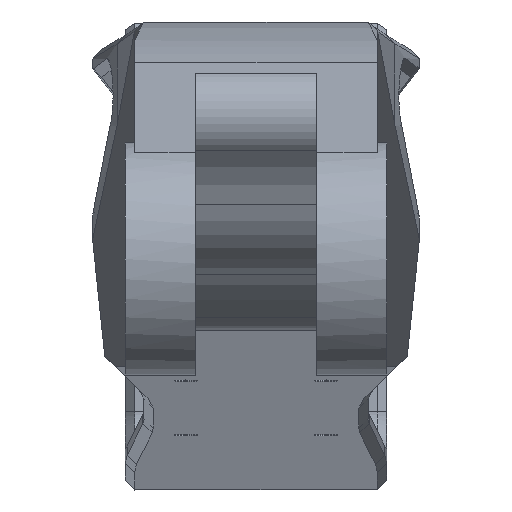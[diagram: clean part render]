
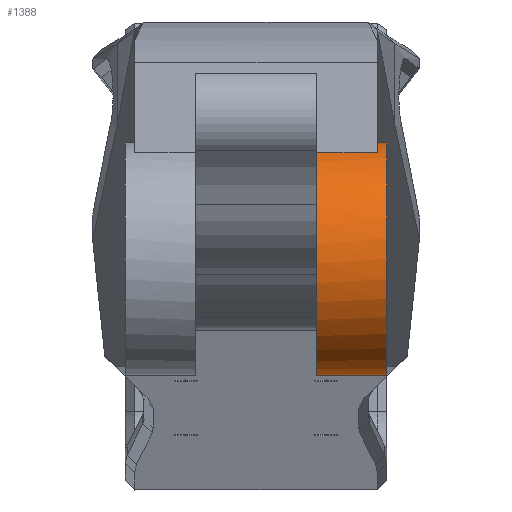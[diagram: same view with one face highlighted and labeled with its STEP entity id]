
A CAD part, left-side view. The second image highlights one B-rep face of the part: STEP entity #1388.
In plain terms, the highlighted cylindrical face has radius 12.5 mm (diameter 25 mm), a partial arc.
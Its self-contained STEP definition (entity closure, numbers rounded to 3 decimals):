
#346 = CARTESIAN_POINT ( 'NONE',  ( -28.191, 17.5, -10.261 ) ) ;
#367 = EDGE_CURVE ( 'NONE', #2599, #2436, #5960, .T. ) ;
#521 = CARTESIAN_POINT ( 'NONE',  ( -33.283, -13., 1.155 ) ) ;
#530 = CARTESIAN_POINT ( 'NONE',  ( -28.191, 17.5, 2.239 ) ) ;
#620 = DIRECTION ( 'NONE',  ( 0., 0., 1. ) ) ;
#669 = DIRECTION ( 'NONE',  ( 0., -1., 0. ) ) ;
#1062 = EDGE_CURVE ( 'NONE', #6514, #6330, #3086, .T. ) ;
#1183 = EDGE_CURVE ( 'NONE', #6330, #2599, #9742, .T. ) ;
#1305 = CARTESIAN_POINT ( 'NONE',  ( -28.191, -14., 2.239 ) ) ;
#1388 = ADVANCED_FACE ( 'NONE', ( #4258 ), #5891, .T. ) ;
#1532 = EDGE_LOOP ( 'NONE', ( #6162, #8818, #3853, #3656, #6121, #3435 ) ) ;
#1838 = CARTESIAN_POINT ( 'NONE',  ( -28.191, -13., -10.261 ) ) ;
#1904 = EDGE_CURVE ( 'NONE', #8804, #2436, #5337, .T. ) ;
#2130 = CARTESIAN_POINT ( 'NONE',  ( -28.191, -6.5, -22.761 ) ) ;
#2436 = VERTEX_POINT ( 'NONE', #1305 ) ;
#2599 = VERTEX_POINT ( 'NONE', #4185 ) ;
#3086 = CIRCLE ( 'NONE', #3764, 12.5 ) ;
#3435 = ORIENTED_EDGE ( 'NONE', *, *, #5921, .F. ) ;
#3515 = DIRECTION ( 'NONE',  ( 0., 0., 1. ) ) ;
#3656 = ORIENTED_EDGE ( 'NONE', *, *, #1904, .F. ) ;
#3764 = AXIS2_PLACEMENT_3D ( 'NONE', #6164, #669, #620 ) ;
#3853 = ORIENTED_EDGE ( 'NONE', *, *, #367, .T. ) ;
#4185 = CARTESIAN_POINT ( 'NONE',  ( -28.191, -14., -22.761 ) ) ;
#4258 = FACE_OUTER_BOUND ( 'NONE', #1532, .T. ) ;
#4262 = DIRECTION ( 'NONE',  ( 0., 0., 1. ) ) ;
#4284 = DIRECTION ( 'NONE',  ( 0., 0., 1. ) ) ;
#4372 = CARTESIAN_POINT ( 'NONE',  ( -33.283, -6.5, 1.155 ) ) ;
#4611 = VECTOR ( 'NONE', #8846, 1000. ) ;
#5337 = LINE ( 'NONE', #530, #9138 ) ;
#5591 = VECTOR ( 'NONE', #9864, 1000. ) ;
#5808 = CARTESIAN_POINT ( 'NONE',  ( -33.283, 17.5, 1.155 ) ) ;
#5891 = CYLINDRICAL_SURFACE ( 'NONE', #6619, 12.5 ) ;
#5907 = LINE ( 'NONE', #5808, #5591 ) ;
#5921 = EDGE_CURVE ( 'NONE', #6514, #6950, #5907, .T. ) ;
#5960 = CIRCLE ( 'NONE', #10000, 12.5 ) ;
#6051 = EDGE_CURVE ( 'NONE', #6950, #8804, #6266, .T. ) ;
#6121 = ORIENTED_EDGE ( 'NONE', *, *, #6051, .F. ) ;
#6162 = ORIENTED_EDGE ( 'NONE', *, *, #1062, .T. ) ;
#6164 = CARTESIAN_POINT ( 'NONE',  ( -28.191, -6.5, -10.261 ) ) ;
#6179 = DIRECTION ( 'NONE',  ( 0., -1., 0. ) ) ;
#6266 = CIRCLE ( 'NONE', #9634, 12.5 ) ;
#6330 = VERTEX_POINT ( 'NONE', #2130 ) ;
#6514 = VERTEX_POINT ( 'NONE', #4372 ) ;
#6619 = AXIS2_PLACEMENT_3D ( 'NONE', #346, #6684, #3515 ) ;
#6684 = DIRECTION ( 'NONE',  ( 0., -1., 0. ) ) ;
#6950 = VERTEX_POINT ( 'NONE', #521 ) ;
#7210 = CARTESIAN_POINT ( 'NONE',  ( -28.191, 17.5, -22.761 ) ) ;
#8155 = CARTESIAN_POINT ( 'NONE',  ( -28.191, -13., 2.239 ) ) ;
#8804 = VERTEX_POINT ( 'NONE', #8155 ) ;
#8818 = ORIENTED_EDGE ( 'NONE', *, *, #1183, .T. ) ;
#8846 = DIRECTION ( 'NONE',  ( 0., -1., 0. ) ) ;
#8948 = DIRECTION ( 'NONE',  ( 0., 1., 0. ) ) ;
#9138 = VECTOR ( 'NONE', #6179, 1000. ) ;
#9634 = AXIS2_PLACEMENT_3D ( 'NONE', #1838, #8948, #4262 ) ;
#9742 = LINE ( 'NONE', #7210, #4611 ) ;
#9864 = DIRECTION ( 'NONE',  ( 0., -1., 0. ) ) ;
#9872 = CARTESIAN_POINT ( 'NONE',  ( -28.191, -14., -10.261 ) ) ;
#9916 = DIRECTION ( 'NONE',  ( 0., 1., 0. ) ) ;
#10000 = AXIS2_PLACEMENT_3D ( 'NONE', #9872, #9916, #4284 ) ;
